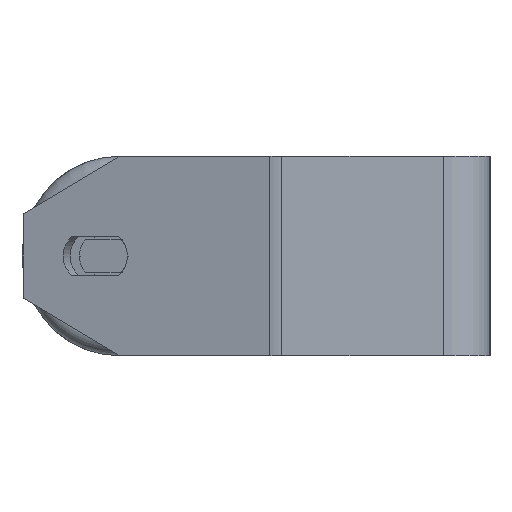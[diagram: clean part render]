
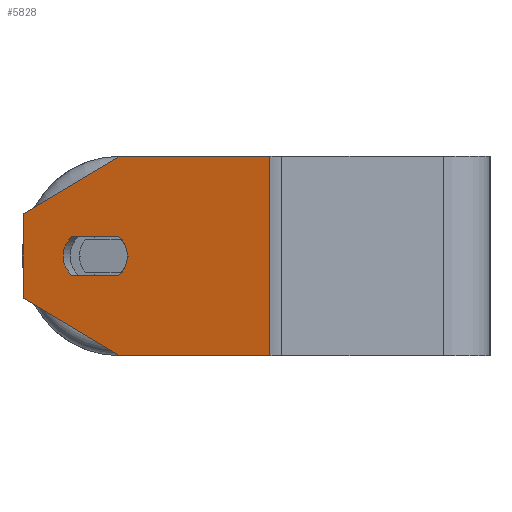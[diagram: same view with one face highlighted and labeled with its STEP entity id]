
A CAD part, left-side view. The second image highlights one B-rep face of the part: STEP entity #5828.
In plain terms, the highlighted planar face has unit normal (-0.966, 0.259, 0).
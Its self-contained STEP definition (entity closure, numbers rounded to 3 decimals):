
#49 = VERTEX_POINT ( 'NONE', #2372 ) ;
#78 = VERTEX_POINT ( 'NONE', #5098 ) ;
#256 = VERTEX_POINT ( 'NONE', #7238 ) ;
#335 = CARTESIAN_POINT ( 'NONE',  ( -239.644, 140.506, 30. ) ) ;
#345 = VECTOR ( 'NONE', #3539, 1000. ) ;
#346 = ORIENTED_EDGE ( 'NONE', *, *, #8289, .T. ) ;
#369 = LINE ( 'NONE', #498, #3582 ) ;
#498 = CARTESIAN_POINT ( 'NONE',  ( -239.644, 140.506, -30. ) ) ;
#515 = ORIENTED_EDGE ( 'NONE', *, *, #4331, .T. ) ;
#690 = LINE ( 'NONE', #5934, #5228 ) ;
#707 = LINE ( 'NONE', #1230, #1590 ) ;
#814 = CARTESIAN_POINT ( 'NONE',  ( -243.656, 125.534, -6. ) ) ;
#913 = EDGE_CURVE ( 'NONE', #49, #1455, #1780, .T. ) ;
#919 = CARTESIAN_POINT ( 'NONE',  ( -239.644, 140.506, 30. ) ) ;
#996 = VECTOR ( 'NONE', #1026, 1000. ) ;
#1026 = DIRECTION ( 'NONE',  ( 0.259, 0.966, 0. ) ) ;
#1027 = CARTESIAN_POINT ( 'NONE',  ( -247.279, 112.011, -6. ) ) ;
#1081 = VERTEX_POINT ( 'NONE', #3280 ) ;
#1103 = VECTOR ( 'NONE', #2437, 1000. ) ;
#1128 = DIRECTION ( 'NONE',  ( -0.259, -0.966, 0. ) ) ;
#1213 = CARTESIAN_POINT ( 'NONE',  ( -239.644, 140.506, -12.679 ) ) ;
#1230 = CARTESIAN_POINT ( 'NONE',  ( -247.409, 111.528, -30. ) ) ;
#1333 = EDGE_CURVE ( 'NONE', #5571, #78, #4120, .T. ) ;
#1455 = VERTEX_POINT ( 'NONE', #6688 ) ;
#1579 = EDGE_CURVE ( 'NONE', #6367, #7860, #4195, .T. ) ;
#1590 = VECTOR ( 'NONE', #1918, 1000. ) ;
#1645 = DIRECTION ( 'NONE',  ( 0.966, -0.259, 0. ) ) ;
#1780 = LINE ( 'NONE', #3030, #1103 ) ;
#1918 = DIRECTION ( 'NONE',  ( -0.224, -0.837, -0.5 ) ) ;
#2000 = ORIENTED_EDGE ( 'NONE', *, *, #1333, .F. ) ;
#2326 = CARTESIAN_POINT ( 'NONE',  ( -247.279, 112.011, 6. ) ) ;
#2372 = CARTESIAN_POINT ( 'NONE',  ( -259.523, 66.316, 30. ) ) ;
#2437 = DIRECTION ( 'NONE',  ( 0., 0., -1. ) ) ;
#2577 = EDGE_CURVE ( 'NONE', #5442, #3193, #690, .T. ) ;
#2687 = ORIENTED_EDGE ( 'NONE', *, *, #913, .F. ) ;
#2818 = EDGE_CURVE ( 'NONE', #3193, #5571, #6882, .T. ) ;
#3030 = CARTESIAN_POINT ( 'NONE',  ( -259.523, 66.316, 30. ) ) ;
#3128 = DIRECTION ( 'NONE',  ( -0.259, -0.966, 0. ) ) ;
#3130 = DIRECTION ( 'NONE',  ( -0.966, 0.259, 0. ) ) ;
#3193 = VERTEX_POINT ( 'NONE', #1027 ) ;
#3252 = CARTESIAN_POINT ( 'NONE',  ( -244.82, 121.187, 0. ) ) ;
#3280 = CARTESIAN_POINT ( 'NONE',  ( -247.409, 111.528, -30. ) ) ;
#3351 = FACE_BOUND ( 'NONE', #3476, .T. ) ;
#3410 = LINE ( 'NONE', #919, #345 ) ;
#3476 = EDGE_LOOP ( 'NONE', ( #3862, #3904, #4887, #2000, #8036 ) ) ;
#3508 = DIRECTION ( 'NONE',  ( 0., 0., -1. ) ) ;
#3539 = DIRECTION ( 'NONE',  ( -0.259, -0.966, 0. ) ) ;
#3574 = EDGE_LOOP ( 'NONE', ( #7456, #346, #3746, #2687, #3856, #515 ) ) ;
#3582 = VECTOR ( 'NONE', #3128, 1000. ) ;
#3660 = CARTESIAN_POINT ( 'NONE',  ( -248.056, 109.113, 0. ) ) ;
#3698 = DIRECTION ( 'NONE',  ( -0.966, 0.259, 0. ) ) ;
#3742 = DIRECTION ( 'NONE',  ( -0.259, -0.966, 0. ) ) ;
#3746 = ORIENTED_EDGE ( 'NONE', *, *, #4061, .T. ) ;
#3809 = CARTESIAN_POINT ( 'NONE',  ( -239.644, 140.506, 12.679 ) ) ;
#3856 = ORIENTED_EDGE ( 'NONE', *, *, #6591, .F. ) ;
#3862 = ORIENTED_EDGE ( 'NONE', *, *, #2577, .F. ) ;
#3904 = ORIENTED_EDGE ( 'NONE', *, *, #5389, .F. ) ;
#4061 = EDGE_CURVE ( 'NONE', #1081, #1455, #369, .T. ) ;
#4120 = CIRCLE ( 'NONE', #4799, 7.5 ) ;
#4195 = LINE ( 'NONE', #335, #4534 ) ;
#4250 = CARTESIAN_POINT ( 'NONE',  ( -246.114, 116.358, 0. ) ) ;
#4331 = EDGE_CURVE ( 'NONE', #256, #6367, #4681, .T. ) ;
#4534 = VECTOR ( 'NONE', #3508, 1000. ) ;
#4681 = LINE ( 'NONE', #8061, #6055 ) ;
#4772 = EDGE_CURVE ( 'NONE', #78, #8195, #8224, .T. ) ;
#4799 = AXIS2_PLACEMENT_3D ( 'NONE', #5629, #3698, #1128 ) ;
#4847 = AXIS2_PLACEMENT_3D ( 'NONE', #6327, #1645, #8328 ) ;
#4887 = ORIENTED_EDGE ( 'NONE', *, *, #4772, .F. ) ;
#5098 = CARTESIAN_POINT ( 'NONE',  ( -247.279, 112.011, 6. ) ) ;
#5228 = VECTOR ( 'NONE', #5887, 1000. ) ;
#5389 = EDGE_CURVE ( 'NONE', #8195, #5442, #7718, .T. ) ;
#5442 = VERTEX_POINT ( 'NONE', #814 ) ;
#5571 = VERTEX_POINT ( 'NONE', #3660 ) ;
#5629 = CARTESIAN_POINT ( 'NONE',  ( -246.114, 116.358, 0. ) ) ;
#5828 = ADVANCED_FACE ( 'NONE', ( #3351, #5968 ), #6962, .F. ) ;
#5887 = DIRECTION ( 'NONE',  ( -0.259, -0.966, 0. ) ) ;
#5934 = CARTESIAN_POINT ( 'NONE',  ( -247.279, 112.011, -6. ) ) ;
#5968 = FACE_OUTER_BOUND ( 'NONE', #3574, .T. ) ;
#6055 = VECTOR ( 'NONE', #8104, 1000. ) ;
#6327 = CARTESIAN_POINT ( 'NONE',  ( -239.644, 140.506, 30. ) ) ;
#6367 = VERTEX_POINT ( 'NONE', #3809 ) ;
#6591 = EDGE_CURVE ( 'NONE', #256, #49, #3410, .T. ) ;
#6688 = CARTESIAN_POINT ( 'NONE',  ( -259.523, 66.316, -30. ) ) ;
#6882 = CIRCLE ( 'NONE', #7835, 7.5 ) ;
#6962 = PLANE ( 'NONE',  #4847 ) ;
#6995 = DIRECTION ( 'NONE',  ( -0.966, 0.259, 0. ) ) ;
#7238 = CARTESIAN_POINT ( 'NONE',  ( -247.409, 111.528, 30. ) ) ;
#7456 = ORIENTED_EDGE ( 'NONE', *, *, #1579, .T. ) ;
#7718 = CIRCLE ( 'NONE', #7846, 7.5 ) ;
#7835 = AXIS2_PLACEMENT_3D ( 'NONE', #4250, #6995, #3742 ) ;
#7846 = AXIS2_PLACEMENT_3D ( 'NONE', #3252, #3130, #8337 ) ;
#7860 = VERTEX_POINT ( 'NONE', #1213 ) ;
#8036 = ORIENTED_EDGE ( 'NONE', *, *, #2818, .F. ) ;
#8061 = CARTESIAN_POINT ( 'NONE',  ( -239.644, 140.506, 12.679 ) ) ;
#8104 = DIRECTION ( 'NONE',  ( 0.224, 0.837, -0.5 ) ) ;
#8195 = VERTEX_POINT ( 'NONE', #8344 ) ;
#8224 = LINE ( 'NONE', #2326, #996 ) ;
#8289 = EDGE_CURVE ( 'NONE', #7860, #1081, #707, .T. ) ;
#8328 = DIRECTION ( 'NONE',  ( 0.259, 0.966, 0. ) ) ;
#8337 = DIRECTION ( 'NONE',  ( 0.259, 0.966, 0. ) ) ;
#8344 = CARTESIAN_POINT ( 'NONE',  ( -243.656, 125.534, 6. ) ) ;
